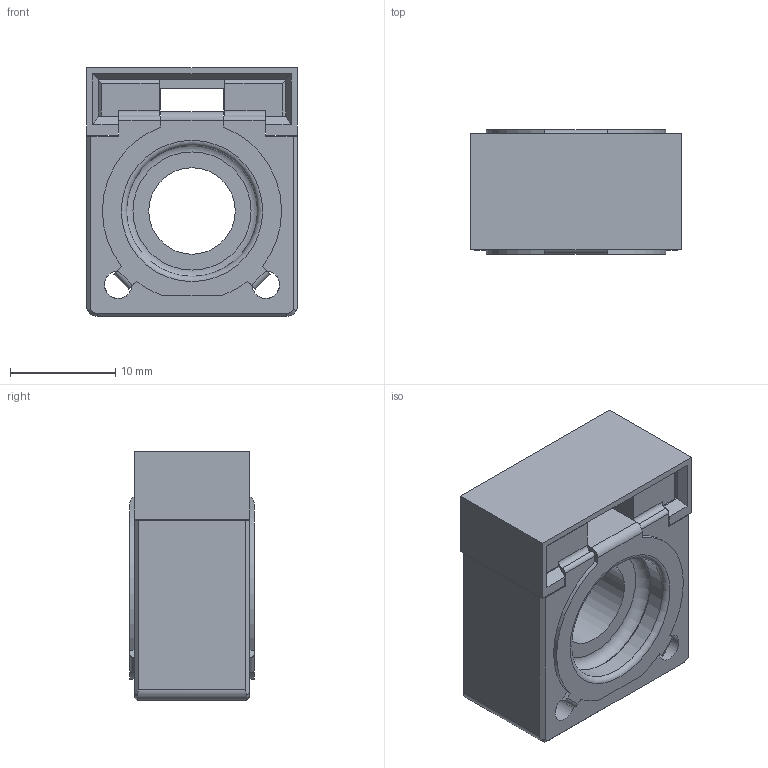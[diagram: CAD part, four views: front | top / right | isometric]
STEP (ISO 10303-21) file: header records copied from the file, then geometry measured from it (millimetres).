
FILE_DESCRIPTION(/* description */ (''),/* implementation_level */ '2;1');
FILE_NAME(/* name */ 'CF8 58V 155.0892.XXXX.stp',/* time_stamp */ '2023-02-07T09:40:26-06:00',/* author */ (''),/* organization */ (''),/* preprocessor_version */ 'ST-DEVELOPER v18.1',/* originating_system */ 'SIEMENS PLM Software NX 1957',/* authorisation */ '');
FILE_SCHEMA (('AUTOMOTIVE_DESIGN { 1 0 10303 214 3 1 1 1 }'));
Length unit declared in the file: millimetre
Products named in the file (1): OPLa3A60DC81pon7
Bounding box: 20 x 11.8 x 23.6 mm (x, y, z)
Volume: 3857.7 mm3; surface area: 2874 mm2
Topology: 1 solids, 1 shells, 142 faces, 420 edges, 274 vertices
Faces by surface type: plane 95, cylinder 39, cone 4, torus 4
Full cylindrical faces by diameter (mm): 2.6 x2, 8.2 x1, 12.4 x2, 13.2 x2
Entity records: 4793 total; most frequent: CARTESIAN_POINT 908, ORIENTED_EDGE 814, DIRECTION 777, EDGE_CURVE 407, LINE 299, VECTOR 299, VERTEX_POINT 272, AXIS2_PLACEMENT_3D 239
